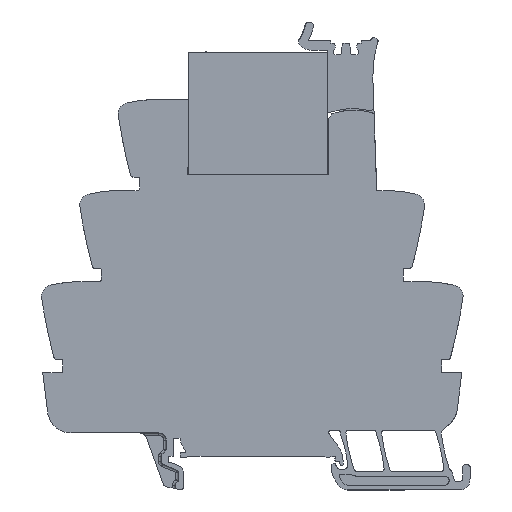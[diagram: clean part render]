
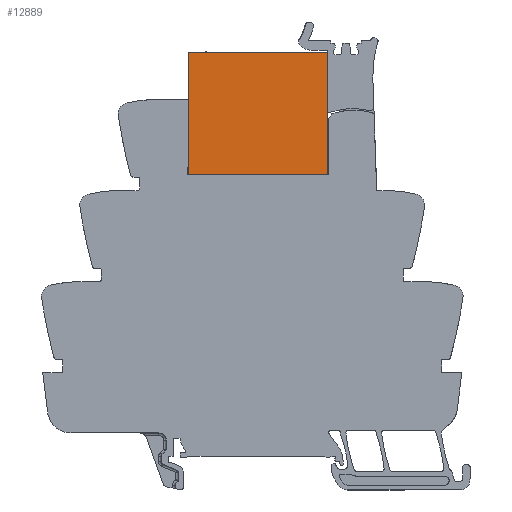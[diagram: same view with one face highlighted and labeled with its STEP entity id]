
A CAD part, left-side view. The second image highlights one B-rep face of the part: STEP entity #12889.
In plain terms, the highlighted planar face has unit normal (-1, 0, 0).
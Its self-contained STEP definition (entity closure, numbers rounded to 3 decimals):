
#12854=AXIS2_PLACEMENT_3D('Plane Axis2P3D',#12851,#12852,#12853) ;
#8431=CARTESIAN_POINT('Vertex',(0.04,58.906,81.35)) ;
#8434=CARTESIAN_POINT('Line Origine',(0.04,58.92,81.35)) ;
#8438=CARTESIAN_POINT('Vertex',(0.04,58.933,81.35)) ;
#8491=CARTESIAN_POINT('Vertex',(0.04,58.933,73.668)) ;
#8494=CARTESIAN_POINT('Line Origine',(0.04,58.92,77.509)) ;
#8535=CARTESIAN_POINT('Vertex',(0.04,29.933,65.7)) ;
#8538=CARTESIAN_POINT('Line Origine',(0.04,44.433,65.7)) ;
#8542=CARTESIAN_POINT('Vertex',(0.04,58.933,65.7)) ;
#12851=CARTESIAN_POINT('Axis2P3D Location',(0.04,30.321,62.1)) ;
#12856=CARTESIAN_POINT('Line Origine',(0.04,58.933,69.684)) ;
#12861=CARTESIAN_POINT('Line Origine',(0.04,29.933,78.45)) ;
#12865=CARTESIAN_POINT('Vertex',(0.04,29.933,91.2)) ;
#12868=CARTESIAN_POINT('Line Origine',(0.04,44.433,91.2)) ;
#12872=CARTESIAN_POINT('Vertex',(0.04,58.933,91.2)) ;
#12875=CARTESIAN_POINT('Line Origine',(0.04,58.933,86.275)) ;
#8435=DIRECTION('Vector Direction',(0.,-1.,0.)) ;
#8495=DIRECTION('Vector Direction',(0.,-0.003,1.)) ;
#8539=DIRECTION('Vector Direction',(0.,1.,0.)) ;
#12852=DIRECTION('Axis2P3D Direction',(1.,0.,0.)) ;
#12853=DIRECTION('Axis2P3D XDirection',(0.,1.,0.)) ;
#12857=DIRECTION('Vector Direction',(0.,0.,-1.)) ;
#12862=DIRECTION('Vector Direction',(0.,0.,1.)) ;
#12869=DIRECTION('Vector Direction',(0.,1.,0.)) ;
#12876=DIRECTION('Vector Direction',(0.,0.,-1.)) ;
#8436=VECTOR('Line Direction',#8435,1.) ;
#8496=VECTOR('Line Direction',#8495,1.) ;
#8540=VECTOR('Line Direction',#8539,1.) ;
#12858=VECTOR('Line Direction',#12857,1.) ;
#12863=VECTOR('Line Direction',#12862,1.) ;
#12870=VECTOR('Line Direction',#12869,1.) ;
#12877=VECTOR('Line Direction',#12876,1.) ;
#12881=ORIENTED_EDGE('',*,*,#8440,.T.) ;
#12882=ORIENTED_EDGE('',*,*,#8498,.F.) ;
#12883=ORIENTED_EDGE('',*,*,#12860,.F.) ;
#12884=ORIENTED_EDGE('',*,*,#8544,.F.) ;
#12885=ORIENTED_EDGE('',*,*,#12867,.F.) ;
#12886=ORIENTED_EDGE('',*,*,#12874,.F.) ;
#12887=ORIENTED_EDGE('',*,*,#12879,.F.) ;
#12889=ADVANCED_FACE('TRS',(#12888),#12855,.F.) ;
#8440=EDGE_CURVE('',#8439,#8432,#8437,.T.) ;
#8498=EDGE_CURVE('',#8492,#8432,#8497,.T.) ;
#8544=EDGE_CURVE('',#8536,#8543,#8541,.T.) ;
#12860=EDGE_CURVE('',#8543,#8492,#12859,.F.) ;
#12867=EDGE_CURVE('',#12866,#8536,#12864,.F.) ;
#12874=EDGE_CURVE('',#12873,#12866,#12871,.F.) ;
#12879=EDGE_CURVE('',#8439,#12873,#12878,.F.) ;
#12880=EDGE_LOOP('',(#12881,#12882,#12883,#12884,#12885,#12886,#12887)) ;
#12888=FACE_OUTER_BOUND('',#12880,.T.) ;
#8437=LINE('Line',#8434,#8436) ;
#8497=LINE('Line',#8494,#8496) ;
#8541=LINE('Line',#8538,#8540) ;
#12859=LINE('Line',#12856,#12858) ;
#12864=LINE('Line',#12861,#12863) ;
#12871=LINE('Line',#12868,#12870) ;
#12878=LINE('Line',#12875,#12877) ;
#12855=PLANE('',#12854) ;
#8432=VERTEX_POINT('',#8431) ;
#8439=VERTEX_POINT('',#8438) ;
#8492=VERTEX_POINT('',#8491) ;
#8536=VERTEX_POINT('',#8535) ;
#8543=VERTEX_POINT('',#8542) ;
#12866=VERTEX_POINT('',#12865) ;
#12873=VERTEX_POINT('',#12872) ;
